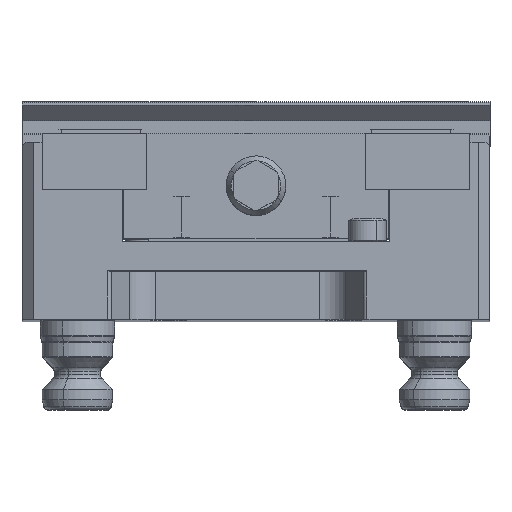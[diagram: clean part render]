
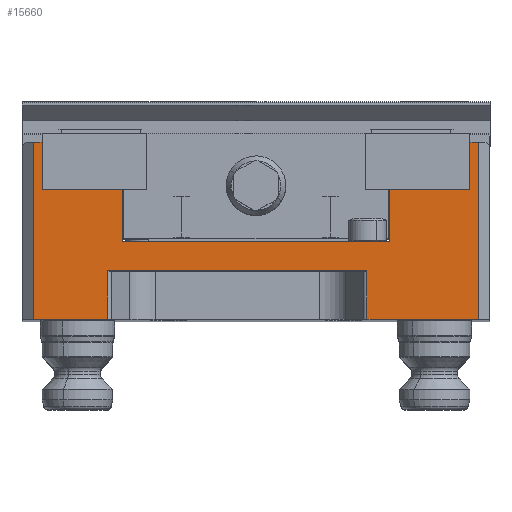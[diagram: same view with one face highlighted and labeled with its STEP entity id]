
A CAD part, top view. The second image highlights one B-rep face of the part: STEP entity #15660.
In plain terms, the highlighted planar face has unit normal (0, 0, 1).
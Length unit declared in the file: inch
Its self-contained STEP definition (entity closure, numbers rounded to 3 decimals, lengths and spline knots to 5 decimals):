
#179 = CARTESIAN_POINT ( 'NONE',  ( 2.35689, 1.875, 6.77953 ) ) ;
#216 = DIRECTION ( 'NONE',  ( -1., 0., 0. ) ) ;
#380 = VECTOR ( 'NONE', #8671, 39.37008 ) ;
#571 = VERTEX_POINT ( 'NONE', #4148 ) ;
#610 = EDGE_CURVE ( 'NONE', #13503, #2519, #12783, .T. ) ;
#629 = DIRECTION ( 'NONE',  ( 1., 0., 0. ) ) ;
#999 = CARTESIAN_POINT ( 'NONE',  ( 2.475, 1.875, 6.77953 ) ) ;
#1100 = EDGE_CURVE ( 'NONE', #14052, #14809, #2472, .T. ) ;
#1750 = DIRECTION ( 'NONE',  ( 0., -1., 0. ) ) ;
#1887 = CARTESIAN_POINT ( 'NONE',  ( 2.475, 0., 6.77953 ) ) ;
#1901 = DIRECTION ( 'NONE',  ( 1., 0., 0. ) ) ;
#1952 = LINE ( 'NONE', #7528, #3791 ) ;
#2088 = CARTESIAN_POINT ( 'NONE',  ( -2.26378, 1.875, 6.77953 ) ) ;
#2230 = VECTOR ( 'NONE', #8578, 39.37008 ) ;
#2414 = LINE ( 'NONE', #3874, #18856 ) ;
#2432 = ORIENTED_EDGE ( 'NONE', *, *, #10106, .T. ) ;
#2472 = LINE ( 'NONE', #11424, #14921 ) ;
#2489 = CARTESIAN_POINT ( 'NONE',  ( -2.26378, 1.37795, 6.77953 ) ) ;
#2519 = VERTEX_POINT ( 'NONE', #13354 ) ;
#2569 = EDGE_CURVE ( 'NONE', #571, #4169, #10293, .T. ) ;
#2660 = CARTESIAN_POINT ( 'NONE',  ( -2.35689, 0., 6.77953 ) ) ;
#3245 = DIRECTION ( 'NONE',  ( 1., 0., 0. ) ) ;
#3385 = ORIENTED_EDGE ( 'NONE', *, *, #8088, .T. ) ;
#3482 = DIRECTION ( 'NONE',  ( 0., -1., 0. ) ) ;
#3538 = CARTESIAN_POINT ( 'NONE',  ( 1.17505, 0.51681, 6.77953 ) ) ;
#3608 = EDGE_CURVE ( 'NONE', #7151, #9462, #9235, .T. ) ;
#3791 = VECTOR ( 'NONE', #3482, 39.37008 ) ;
#3860 = CARTESIAN_POINT ( 'NONE',  ( 1.17505, 0., 6.77953 ) ) ;
#3874 = CARTESIAN_POINT ( 'NONE',  ( -1.41732, 1.37795, 6.77953 ) ) ;
#4148 = CARTESIAN_POINT ( 'NONE',  ( 2.26378, 1.37795, 6.77953 ) ) ;
#4169 = VERTEX_POINT ( 'NONE', #10706 ) ;
#4204 = CARTESIAN_POINT ( 'NONE',  ( -1.56875, 0., 6.77953 ) ) ;
#4215 = CARTESIAN_POINT ( 'NONE',  ( 1.41732, 0.82177, 6.77953 ) ) ;
#4976 = CARTESIAN_POINT ( 'NONE',  ( 0., 0., 6.77953 ) ) ;
#5157 = ORIENTED_EDGE ( 'NONE', *, *, #17007, .T. ) ;
#5379 = CARTESIAN_POINT ( 'NONE',  ( -1.41732, 1.37795, 6.77953 ) ) ;
#5724 = VERTEX_POINT ( 'NONE', #13796 ) ;
#6224 = LINE ( 'NONE', #3538, #15495 ) ;
#6451 = DIRECTION ( 'NONE',  ( 0., 1., 0. ) ) ;
#6565 = ORIENTED_EDGE ( 'NONE', *, *, #1100, .T. ) ;
#6568 = ORIENTED_EDGE ( 'NONE', *, *, #10150, .T. ) ;
#6585 = CARTESIAN_POINT ( 'NONE',  ( -1.56875, 0.51681, 6.77953 ) ) ;
#7074 = EDGE_CURVE ( 'NONE', #9462, #15926, #12360, .T. ) ;
#7131 = CARTESIAN_POINT ( 'NONE',  ( -2.26378, 1.875, 6.77953 ) ) ;
#7151 = VERTEX_POINT ( 'NONE', #7926 ) ;
#7407 = DIRECTION ( 'NONE',  ( 0., -1., 0. ) ) ;
#7415 = CARTESIAN_POINT ( 'NONE',  ( -1.41732, 0.82177, 6.77953 ) ) ;
#7449 = ORIENTED_EDGE ( 'NONE', *, *, #3608, .T. ) ;
#7528 = CARTESIAN_POINT ( 'NONE',  ( 2.26378, 1.875, 6.77953 ) ) ;
#7926 = CARTESIAN_POINT ( 'NONE',  ( -2.35689, 1.875, 6.77953 ) ) ;
#8067 = DIRECTION ( 'NONE',  ( 0., 1., 0. ) ) ;
#8088 = EDGE_CURVE ( 'NONE', #10253, #5724, #15891, .T. ) ;
#8133 = DIRECTION ( 'NONE',  ( 0., 1., 0. ) ) ;
#8370 = ORIENTED_EDGE ( 'NONE', *, *, #610, .T. ) ;
#8578 = DIRECTION ( 'NONE',  ( -1., 0., 0. ) ) ;
#8671 = DIRECTION ( 'NONE',  ( -1., 0., 0. ) ) ;
#8847 = EDGE_CURVE ( 'NONE', #16525, #571, #1952, .T. ) ;
#8958 = CARTESIAN_POINT ( 'NONE',  ( 2.26378, 1.875, 6.77953 ) ) ;
#9035 = EDGE_CURVE ( 'NONE', #5724, #13503, #2414, .T. ) ;
#9047 = LINE ( 'NONE', #13649, #17948 ) ;
#9235 = LINE ( 'NONE', #13747, #18118 ) ;
#9321 = EDGE_CURVE ( 'NONE', #4169, #10253, #9047, .T. ) ;
#9385 = EDGE_CURVE ( 'NONE', #14809, #9917, #12410, .T. ) ;
#9462 = VERTEX_POINT ( 'NONE', #2660 ) ;
#9778 = CARTESIAN_POINT ( 'NONE',  ( 1.17505, 0., 6.77953 ) ) ;
#9876 = DIRECTION ( 'NONE',  ( 0., -1., 0. ) ) ;
#9917 = VERTEX_POINT ( 'NONE', #179 ) ;
#10025 = DIRECTION ( 'NONE',  ( 0., 1., 0. ) ) ;
#10106 = EDGE_CURVE ( 'NONE', #15726, #17603, #6224, .T. ) ;
#10150 = EDGE_CURVE ( 'NONE', #15926, #15726, #11220, .T. ) ;
#10239 = EDGE_LOOP ( 'NONE', ( #3385, #15473, #8370, #15599, #16484, #7449, #16093, #6568, #2432, #16835, #6565, #15947, #5157, #12188, #11225, #14484 ) ) ;
#10253 = VERTEX_POINT ( 'NONE', #4215 ) ;
#10293 = LINE ( 'NONE', #17619, #16251 ) ;
#10706 = CARTESIAN_POINT ( 'NONE',  ( 1.41732, 1.37795, 6.77953 ) ) ;
#10844 = VECTOR ( 'NONE', #216, 39.37008 ) ;
#11170 = VECTOR ( 'NONE', #8067, 39.37008 ) ;
#11220 = LINE ( 'NONE', #13997, #11510 ) ;
#11225 = ORIENTED_EDGE ( 'NONE', *, *, #2569, .T. ) ;
#11424 = CARTESIAN_POINT ( 'NONE',  ( 2.475, 0., 6.77953 ) ) ;
#11510 = VECTOR ( 'NONE', #8133, 39.37008 ) ;
#11545 = VECTOR ( 'NONE', #14123, 39.37008 ) ;
#11860 = CARTESIAN_POINT ( 'NONE',  ( 1.17505, 0.51681, 6.77953 ) ) ;
#12084 = EDGE_CURVE ( 'NONE', #17603, #14052, #14891, .T. ) ;
#12148 = LINE ( 'NONE', #17751, #10844 ) ;
#12188 = ORIENTED_EDGE ( 'NONE', *, *, #8847, .T. ) ;
#12360 = LINE ( 'NONE', #1887, #13255 ) ;
#12410 = LINE ( 'NONE', #15194, #11170 ) ;
#12534 = CARTESIAN_POINT ( 'NONE',  ( 2.35689, 0., 6.77953 ) ) ;
#12783 = LINE ( 'NONE', #2489, #11545 ) ;
#13255 = VECTOR ( 'NONE', #629, 39.37008 ) ;
#13258 = DIRECTION ( 'NONE',  ( -1., 0., 0. ) ) ;
#13354 = CARTESIAN_POINT ( 'NONE',  ( -2.26378, 1.37795, 6.77953 ) ) ;
#13503 = VERTEX_POINT ( 'NONE', #5379 ) ;
#13649 = CARTESIAN_POINT ( 'NONE',  ( 1.41732, 1.37795, 6.77953 ) ) ;
#13699 = FACE_OUTER_BOUND ( 'NONE', #10239, .T. ) ;
#13747 = CARTESIAN_POINT ( 'NONE',  ( -2.35689, 0., 6.77953 ) ) ;
#13752 = EDGE_CURVE ( 'NONE', #17728, #7151, #12148, .T. ) ;
#13796 = CARTESIAN_POINT ( 'NONE',  ( -1.41732, 0.82177, 6.77953 ) ) ;
#13997 = CARTESIAN_POINT ( 'NONE',  ( -1.56875, 0.51181, 6.77953 ) ) ;
#14008 = DIRECTION ( 'NONE',  ( 1., 0., 0. ) ) ;
#14052 = VERTEX_POINT ( 'NONE', #3860 ) ;
#14123 = DIRECTION ( 'NONE',  ( -1., 0., 0. ) ) ;
#14280 = AXIS2_PLACEMENT_3D ( 'NONE', #4976, #16426, #3245 ) ;
#14484 = ORIENTED_EDGE ( 'NONE', *, *, #9321, .T. ) ;
#14735 = LINE ( 'NONE', #7131, #16683 ) ;
#14809 = VERTEX_POINT ( 'NONE', #12534 ) ;
#14891 = LINE ( 'NONE', #9778, #14900 ) ;
#14900 = VECTOR ( 'NONE', #9876, 39.37008 ) ;
#14921 = VECTOR ( 'NONE', #14008, 39.37008 ) ;
#15194 = CARTESIAN_POINT ( 'NONE',  ( 2.35689, 1.875, 6.77953 ) ) ;
#15473 = ORIENTED_EDGE ( 'NONE', *, *, #9035, .T. ) ;
#15495 = VECTOR ( 'NONE', #1901, 39.37008 ) ;
#15599 = ORIENTED_EDGE ( 'NONE', *, *, #16325, .T. ) ;
#15660 = ADVANCED_FACE ( 'NONE', ( #13699 ), #18149, .T. ) ;
#15726 = VERTEX_POINT ( 'NONE', #6585 ) ;
#15891 = LINE ( 'NONE', #7415, #380 ) ;
#15926 = VERTEX_POINT ( 'NONE', #4204 ) ;
#15947 = ORIENTED_EDGE ( 'NONE', *, *, #9385, .T. ) ;
#16093 = ORIENTED_EDGE ( 'NONE', *, *, #7074, .T. ) ;
#16251 = VECTOR ( 'NONE', #13258, 39.37008 ) ;
#16325 = EDGE_CURVE ( 'NONE', #2519, #17728, #14735, .T. ) ;
#16426 = DIRECTION ( 'NONE',  ( 0., 0., 1. ) ) ;
#16484 = ORIENTED_EDGE ( 'NONE', *, *, #13752, .T. ) ;
#16525 = VERTEX_POINT ( 'NONE', #8958 ) ;
#16683 = VECTOR ( 'NONE', #10025, 39.37008 ) ;
#16835 = ORIENTED_EDGE ( 'NONE', *, *, #12084, .T. ) ;
#17007 = EDGE_CURVE ( 'NONE', #9917, #16525, #17469, .T. ) ;
#17469 = LINE ( 'NONE', #999, #2230 ) ;
#17603 = VERTEX_POINT ( 'NONE', #11860 ) ;
#17619 = CARTESIAN_POINT ( 'NONE',  ( 2.26378, 1.37795, 6.77953 ) ) ;
#17728 = VERTEX_POINT ( 'NONE', #2088 ) ;
#17751 = CARTESIAN_POINT ( 'NONE',  ( -2.475, 1.875, 6.77953 ) ) ;
#17948 = VECTOR ( 'NONE', #7407, 39.37008 ) ;
#18118 = VECTOR ( 'NONE', #1750, 39.37008 ) ;
#18149 = PLANE ( 'NONE',  #14280 ) ;
#18856 = VECTOR ( 'NONE', #6451, 39.37008 ) ;
